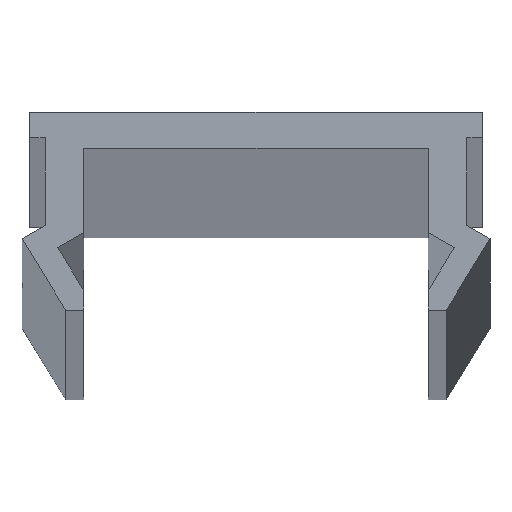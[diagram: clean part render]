
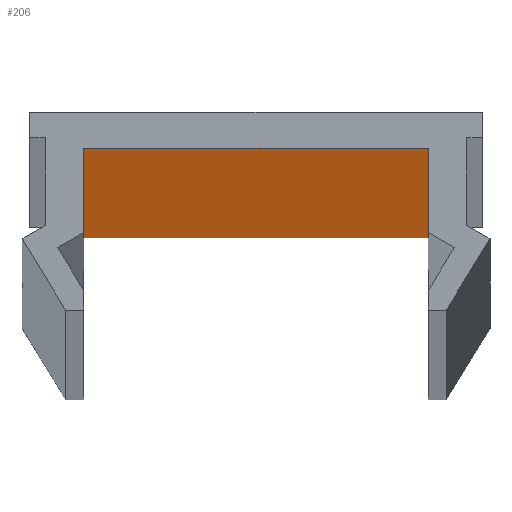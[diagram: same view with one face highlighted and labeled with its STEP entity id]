
A CAD part, top view. The second image highlights one B-rep face of the part: STEP entity #206.
In plain terms, the highlighted planar face has unit normal (0, -1, 0).
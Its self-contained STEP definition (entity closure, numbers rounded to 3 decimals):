
#39 = DIRECTION ( 'NONE',  ( 0., 1., 0. ) ) ;
#48 = EDGE_CURVE ( 'NONE', #385, #101, #460, .T. ) ;
#101 = VERTEX_POINT ( 'NONE', #388 ) ;
#114 = CARTESIAN_POINT ( 'NONE',  ( -4.4, -0.7, 1000. ) ) ;
#124 = DIRECTION ( 'NONE',  ( 0., 0., -1. ) ) ;
#203 = FACE_OUTER_BOUND ( 'NONE', #228, .T. ) ;
#206 = ADVANCED_FACE ( 'NONE', ( #203 ), #336, .F. ) ;
#215 = LINE ( 'NONE', #724, #763 ) ;
#228 = EDGE_LOOP ( 'NONE', ( #249, #767, #333, #824 ) ) ;
#249 = ORIENTED_EDGE ( 'NONE', *, *, #472, .F. ) ;
#267 = DIRECTION ( 'NONE',  ( 1., 0., 0. ) ) ;
#318 = VERTEX_POINT ( 'NONE', #673 ) ;
#325 = DIRECTION ( 'NONE',  ( 0., 0., 1. ) ) ;
#333 = ORIENTED_EDGE ( 'NONE', *, *, #48, .F. ) ;
#336 = PLANE ( 'NONE',  #374 ) ;
#352 = DIRECTION ( 'NONE',  ( 1., 0., 0. ) ) ;
#358 = CARTESIAN_POINT ( 'NONE',  ( -3.35, -0.7, 0. ) ) ;
#374 = AXIS2_PLACEMENT_3D ( 'NONE', #663, #39, #476 ) ;
#385 = VERTEX_POINT ( 'NONE', #358 ) ;
#388 = CARTESIAN_POINT ( 'NONE',  ( -3.35, -0.7, 1000. ) ) ;
#417 = VECTOR ( 'NONE', #124, 1000. ) ;
#460 = LINE ( 'NONE', #778, #591 ) ;
#467 = LINE ( 'NONE', #769, #417 ) ;
#472 = EDGE_CURVE ( 'NONE', #318, #596, #467, .T. ) ;
#476 = DIRECTION ( 'NONE',  ( -1., 0., 0. ) ) ;
#523 = VECTOR ( 'NONE', #352, 1000. ) ;
#528 = CARTESIAN_POINT ( 'NONE',  ( 3.35, -0.7, 0. ) ) ;
#550 = LINE ( 'NONE', #114, #523 ) ;
#591 = VECTOR ( 'NONE', #325, 1000. ) ;
#596 = VERTEX_POINT ( 'NONE', #528 ) ;
#663 = CARTESIAN_POINT ( 'NONE',  ( -3.35, -0.7, 1000. ) ) ;
#673 = CARTESIAN_POINT ( 'NONE',  ( 3.35, -0.7, 1000. ) ) ;
#684 = EDGE_CURVE ( 'NONE', #385, #596, #215, .T. ) ;
#724 = CARTESIAN_POINT ( 'NONE',  ( -4.4, -0.7, 0. ) ) ;
#750 = EDGE_CURVE ( 'NONE', #101, #318, #550, .T. ) ;
#763 = VECTOR ( 'NONE', #267, 1000. ) ;
#767 = ORIENTED_EDGE ( 'NONE', *, *, #750, .F. ) ;
#769 = CARTESIAN_POINT ( 'NONE',  ( 3.35, -0.7, 1000. ) ) ;
#778 = CARTESIAN_POINT ( 'NONE',  ( -3.35, -0.7, 1000. ) ) ;
#824 = ORIENTED_EDGE ( 'NONE', *, *, #684, .T. ) ;
